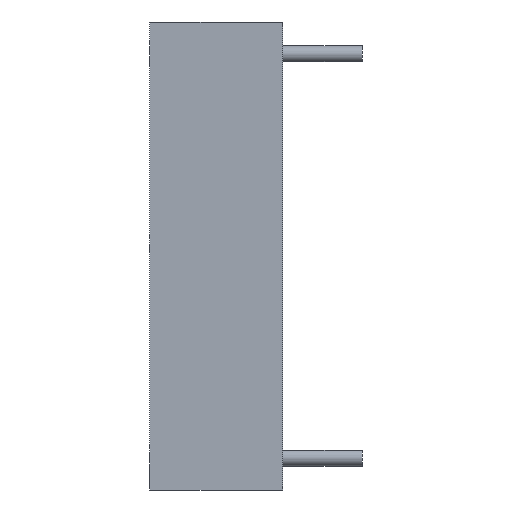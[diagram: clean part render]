
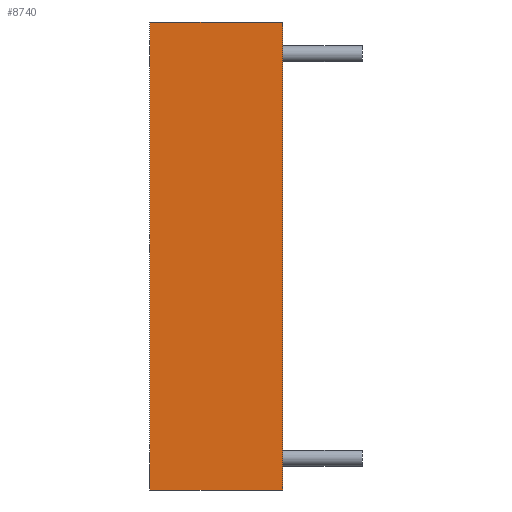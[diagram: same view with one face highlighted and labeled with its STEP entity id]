
A CAD part, left-side view. The second image highlights one B-rep face of the part: STEP entity #8740.
In plain terms, the highlighted planar face has unit normal (-1, 0, 0).
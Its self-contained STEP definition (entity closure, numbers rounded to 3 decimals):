
#138 = LINE ( 'NONE', #9414, #8076 ) ;
#150 = PLANE ( 'NONE',  #7349 ) ;
#315 = VECTOR ( 'NONE', #6164, 1000. ) ;
#869 = CARTESIAN_POINT ( 'NONE',  ( -25.35, 0., -8.8 ) ) ;
#1028 = DIRECTION ( 'NONE',  ( 1., 0., 0. ) ) ;
#1373 = EDGE_CURVE ( 'NONE', #10421, #5700, #7345, .T. ) ;
#1424 = VERTEX_POINT ( 'NONE', #10411 ) ;
#1607 = EDGE_LOOP ( 'NONE', ( #4694, #7630, #4551, #8443 ) ) ;
#1943 = EDGE_CURVE ( 'NONE', #9165, #1424, #2972, .T. ) ;
#2841 = DIRECTION ( 'NONE',  ( 0., -1., 0. ) ) ;
#2972 = LINE ( 'NONE', #7055, #9435 ) ;
#3060 = EDGE_CURVE ( 'NONE', #5700, #1424, #138, .T. ) ;
#4334 = CARTESIAN_POINT ( 'NONE',  ( -25.35, 5., 8.8 ) ) ;
#4551 = ORIENTED_EDGE ( 'NONE', *, *, #9279, .F. ) ;
#4694 = ORIENTED_EDGE ( 'NONE', *, *, #3060, .T. ) ;
#5315 = CARTESIAN_POINT ( 'NONE',  ( -25.35, 5., 8.8 ) ) ;
#5700 = VERTEX_POINT ( 'NONE', #869 ) ;
#6081 = CARTESIAN_POINT ( 'NONE',  ( -25.35, 5., 8.8 ) ) ;
#6164 = DIRECTION ( 'NONE',  ( 0., 0., 1. ) ) ;
#6682 = CARTESIAN_POINT ( 'NONE',  ( -25.35, 5., -8.8 ) ) ;
#6928 = DIRECTION ( 'NONE',  ( 0., 0., -1. ) ) ;
#7055 = CARTESIAN_POINT ( 'NONE',  ( -25.35, 5., 8.8 ) ) ;
#7069 = VECTOR ( 'NONE', #8346, 1000. ) ;
#7091 = DIRECTION ( 'NONE',  ( 0., 0., 1. ) ) ;
#7345 = LINE ( 'NONE', #7798, #7069 ) ;
#7349 = AXIS2_PLACEMENT_3D ( 'NONE', #6081, #1028, #6928 ) ;
#7630 = ORIENTED_EDGE ( 'NONE', *, *, #1943, .F. ) ;
#7798 = CARTESIAN_POINT ( 'NONE',  ( -25.35, 5., -8.8 ) ) ;
#8076 = VECTOR ( 'NONE', #7091, 1000. ) ;
#8346 = DIRECTION ( 'NONE',  ( 0., -1., 0. ) ) ;
#8443 = ORIENTED_EDGE ( 'NONE', *, *, #1373, .T. ) ;
#8740 = ADVANCED_FACE ( 'NONE', ( #9245 ), #150, .F. ) ;
#9165 = VERTEX_POINT ( 'NONE', #4334 ) ;
#9245 = FACE_OUTER_BOUND ( 'NONE', #1607, .T. ) ;
#9279 = EDGE_CURVE ( 'NONE', #10421, #9165, #9299, .T. ) ;
#9299 = LINE ( 'NONE', #5315, #315 ) ;
#9414 = CARTESIAN_POINT ( 'NONE',  ( -25.35, 0., 8.8 ) ) ;
#9435 = VECTOR ( 'NONE', #2841, 1000. ) ;
#10411 = CARTESIAN_POINT ( 'NONE',  ( -25.35, 0., 8.8 ) ) ;
#10421 = VERTEX_POINT ( 'NONE', #6682 ) ;
